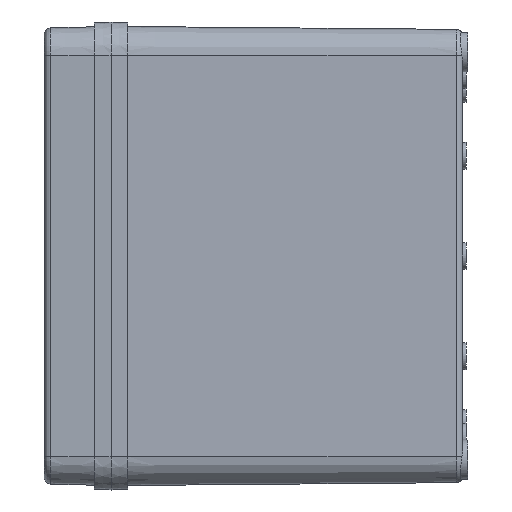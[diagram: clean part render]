
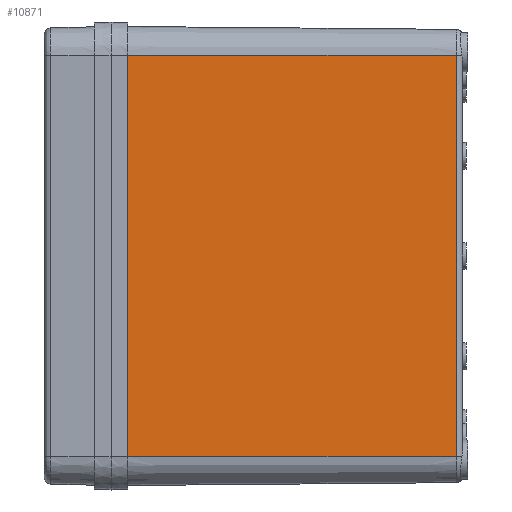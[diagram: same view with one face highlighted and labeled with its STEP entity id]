
A CAD part, left-side view. The second image highlights one B-rep face of the part: STEP entity #10871.
In plain terms, the highlighted planar face has unit normal (-1, -0.009, 0).
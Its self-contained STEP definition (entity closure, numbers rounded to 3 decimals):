
#61 = CARTESIAN_POINT ( 'NONE',  ( -113.656, -5., -60. ) ) ;
#103 = VECTOR ( 'NONE', #13519, 1000. ) ;
#675 = CARTESIAN_POINT ( 'NONE',  ( -113.7, 0., -60. ) ) ;
#1876 = DIRECTION ( 'NONE',  ( 0.009, -1., 0. ) ) ;
#2135 = LINE ( 'NONE', #3140, #13503 ) ;
#2269 = DIRECTION ( 'NONE',  ( -0.009, 1., 0. ) ) ;
#2847 = EDGE_LOOP ( 'NONE', ( #7754, #12358, #13283, #14837 ) ) ;
#3140 = CARTESIAN_POINT ( 'NONE',  ( -113.656, -5., -60. ) ) ;
#4375 = VERTEX_POINT ( 'NONE', #61 ) ;
#4478 = CARTESIAN_POINT ( 'NONE',  ( -113.7, 0., 60. ) ) ;
#4644 = CARTESIAN_POINT ( 'NONE',  ( -112.799, -103.217, 60. ) ) ;
#4909 = LINE ( 'NONE', #4478, #10713 ) ;
#5695 = EDGE_CURVE ( 'NONE', #4375, #13121, #2135, .T. ) ;
#7005 = CARTESIAN_POINT ( 'NONE',  ( -113.7, 0., -60. ) ) ;
#7754 = ORIENTED_EDGE ( 'NONE', *, *, #12891, .F. ) ;
#8341 = PLANE ( 'NONE',  #15552 ) ;
#8586 = CARTESIAN_POINT ( 'NONE',  ( -112.799, -103.217, -60. ) ) ;
#9441 = VECTOR ( 'NONE', #11232, 1000. ) ;
#9584 = DIRECTION ( 'NONE',  ( -1., -0.009, 0. ) ) ;
#10016 = EDGE_CURVE ( 'NONE', #14341, #15697, #14588, .T. ) ;
#10588 = DIRECTION ( 'NONE',  ( 0., 0., 1. ) ) ;
#10613 = EDGE_CURVE ( 'NONE', #15697, #13121, #4909, .T. ) ;
#10713 = VECTOR ( 'NONE', #2269, 1000. ) ;
#10871 = ADVANCED_FACE ( 'NONE', ( #16333 ), #8341, .T. ) ;
#10879 = LINE ( 'NONE', #7005, #103 ) ;
#11232 = DIRECTION ( 'NONE',  ( 0., 0., 1. ) ) ;
#11512 = CARTESIAN_POINT ( 'NONE',  ( -113.656, -5., 60. ) ) ;
#12179 = CARTESIAN_POINT ( 'NONE',  ( -112.799, -103.217, 60. ) ) ;
#12358 = ORIENTED_EDGE ( 'NONE', *, *, #10016, .T. ) ;
#12891 = EDGE_CURVE ( 'NONE', #14341, #4375, #10879, .T. ) ;
#13121 = VERTEX_POINT ( 'NONE', #11512 ) ;
#13283 = ORIENTED_EDGE ( 'NONE', *, *, #10613, .T. ) ;
#13503 = VECTOR ( 'NONE', #10588, 1000. ) ;
#13519 = DIRECTION ( 'NONE',  ( -0.009, 1., 0. ) ) ;
#14341 = VERTEX_POINT ( 'NONE', #8586 ) ;
#14588 = LINE ( 'NONE', #12179, #9441 ) ;
#14837 = ORIENTED_EDGE ( 'NONE', *, *, #5695, .F. ) ;
#15552 = AXIS2_PLACEMENT_3D ( 'NONE', #675, #9584, #1876 ) ;
#15697 = VERTEX_POINT ( 'NONE', #4644 ) ;
#16333 = FACE_OUTER_BOUND ( 'NONE', #2847, .T. ) ;
